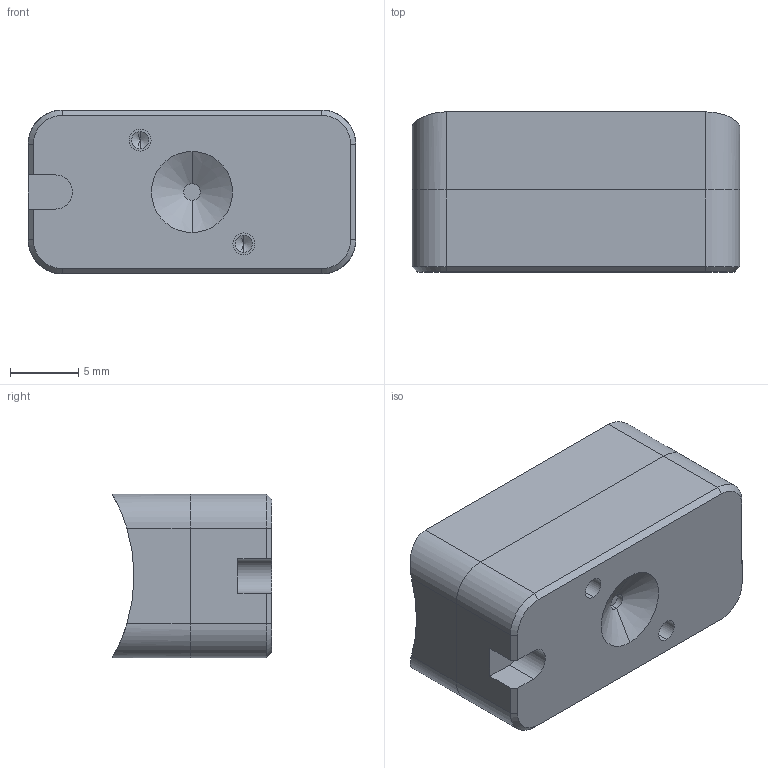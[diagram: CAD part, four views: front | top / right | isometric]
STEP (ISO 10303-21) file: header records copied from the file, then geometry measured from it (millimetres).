
FILE_DESCRIPTION (( 'STEP AP214' ), '1' );
FILE_NAME ('S3212W_FINISHED.STEP', '2023-01-17T15:40:12', ( '' ), ( '' ), 'SwSTEP 2.0', 'SolidWorks 2020', '' );
FILE_SCHEMA (( 'AUTOMOTIVE_DESIGN' ));
Length unit declared in the file: inch
Products named in the file (1): S3212W_FINISHED
Bounding box: 24 x 11.71 x 12 mm (x, y, z)
Volume: 2535.3 mm3; surface area: 2100.5 mm2
Topology: 2 solids, 2 shells, 74 faces, 179 edges, 110 vertices
Faces by surface type: cylinder 31, plane 26, cone 13, sphere 2, torus 2
Entity records: 2281 total; most frequent: CARTESIAN_POINT 482, DIRECTION 384, ORIENTED_EDGE 348, EDGE_CURVE 174, AXIS2_PLACEMENT_3D 146, VERTEX_POINT 110, LINE 92, VECTOR 92
